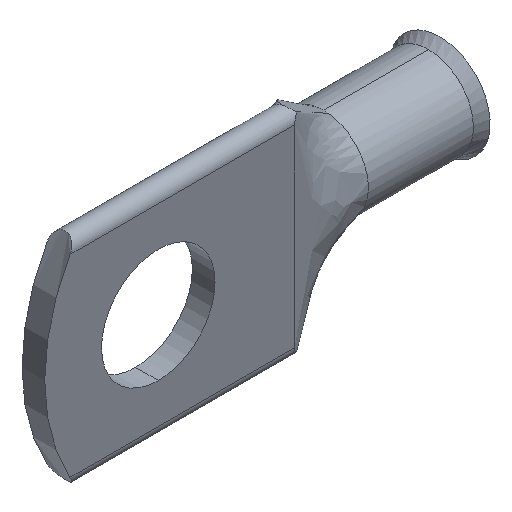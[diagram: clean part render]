
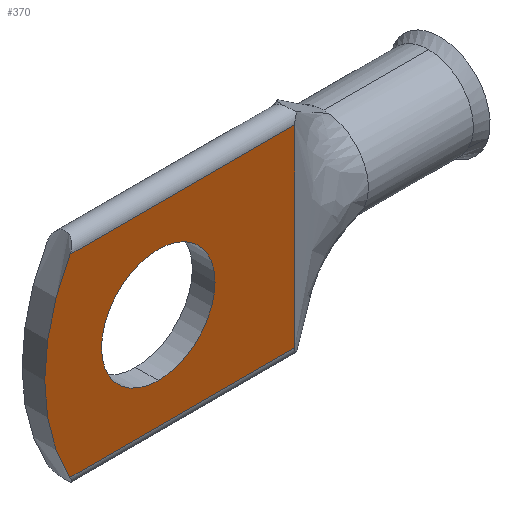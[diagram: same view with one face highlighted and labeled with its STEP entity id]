
A CAD part, isometric view. The second image highlights one B-rep face of the part: STEP entity #370.
In plain terms, the highlighted planar face has unit normal (0, -1, 0).
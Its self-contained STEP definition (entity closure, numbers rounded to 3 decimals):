
#37 = VERTEX_POINT ( 'NONE', #134 ) ;
#44 = DIRECTION ( 'NONE',  ( 0., 0., -1. ) ) ;
#57 = VERTEX_POINT ( 'NONE', #1285 ) ;
#63 = CARTESIAN_POINT ( 'NONE',  ( 6.447, -1.016, 0. ) ) ;
#134 = CARTESIAN_POINT ( 'NONE',  ( -8.915, -1.016, -8.636 ) ) ;
#208 = AXIS2_PLACEMENT_3D ( 'NONE', #488, #2341, #3870 ) ;
#255 = DIRECTION ( 'NONE',  ( 0., 0., -1. ) ) ;
#319 = CARTESIAN_POINT ( 'NONE',  ( -1.016, -1.016, -5.08 ) ) ;
#370 = ADVANCED_FACE ( 'NONE', ( #1675, #2848 ), #679, .T. ) ;
#488 = CARTESIAN_POINT ( 'NONE',  ( -1.016, -1.016, 0. ) ) ;
#653 = ORIENTED_EDGE ( 'NONE', *, *, #3231, .T. ) ;
#679 = PLANE ( 'NONE',  #999 ) ;
#700 = CARTESIAN_POINT ( 'NONE',  ( 6.447, -1.016, 0. ) ) ;
#802 = CIRCLE ( 'NONE', #208, 5.08 ) ;
#885 = EDGE_CURVE ( 'NONE', #37, #3704, #1205, .T. ) ;
#984 = DIRECTION ( 'NONE',  ( 0., -1., 0. ) ) ;
#999 = AXIS2_PLACEMENT_3D ( 'NONE', #700, #3486, #1943 ) ;
#1205 = LINE ( 'NONE', #3365, #3535 ) ;
#1227 = DIRECTION ( 'NONE',  ( 1., 0., 0. ) ) ;
#1285 = CARTESIAN_POINT ( 'NONE',  ( -8.915, -1.016, 8.636 ) ) ;
#1287 = EDGE_CURVE ( 'NONE', #2680, #1646, #802, .T. ) ;
#1349 = ORIENTED_EDGE ( 'NONE', *, *, #3573, .T. ) ;
#1383 = ORIENTED_EDGE ( 'NONE', *, *, #3256, .T. ) ;
#1416 = ORIENTED_EDGE ( 'NONE', *, *, #1287, .F. ) ;
#1432 = CARTESIAN_POINT ( 'NONE',  ( 11.176, -1.016, 8.636 ) ) ;
#1465 = LINE ( 'NONE', #3303, #3468 ) ;
#1563 = CARTESIAN_POINT ( 'NONE',  ( -1.016, -1.016, 5.08 ) ) ;
#1646 = VERTEX_POINT ( 'NONE', #1563 ) ;
#1675 = FACE_BOUND ( 'NONE', #3758, .T. ) ;
#1918 = ORIENTED_EDGE ( 'NONE', *, *, #885, .T. ) ;
#1943 = DIRECTION ( 'NONE',  ( 0., 0., -1. ) ) ;
#2144 = CARTESIAN_POINT ( 'NONE',  ( -8.915, -1.016, 8.636 ) ) ;
#2202 = EDGE_CURVE ( 'NONE', #1646, #2680, #3145, .T. ) ;
#2302 = AXIS2_PLACEMENT_3D ( 'NONE', #63, #984, #44 ) ;
#2341 = DIRECTION ( 'NONE',  ( 0., -1., 0. ) ) ;
#2356 = AXIS2_PLACEMENT_3D ( 'NONE', #4006, #3045, #255 ) ;
#2436 = VERTEX_POINT ( 'NONE', #1432 ) ;
#2507 = CARTESIAN_POINT ( 'NONE',  ( 11.176, -1.016, -8.636 ) ) ;
#2566 = ORIENTED_EDGE ( 'NONE', *, *, #2202, .F. ) ;
#2680 = VERTEX_POINT ( 'NONE', #319 ) ;
#2848 = FACE_OUTER_BOUND ( 'NONE', #3420, .T. ) ;
#3045 = DIRECTION ( 'NONE',  ( 0., -1., 0. ) ) ;
#3145 = CIRCLE ( 'NONE', #2356, 5.08 ) ;
#3231 = EDGE_CURVE ( 'NONE', #3704, #2436, #1465, .T. ) ;
#3256 = EDGE_CURVE ( 'NONE', #2436, #57, #3345, .T. ) ;
#3303 = CARTESIAN_POINT ( 'NONE',  ( 11.176, -1.016, 0. ) ) ;
#3345 = LINE ( 'NONE', #2144, #3918 ) ;
#3365 = CARTESIAN_POINT ( 'NONE',  ( 6.447, -1.016, -8.636 ) ) ;
#3366 = DIRECTION ( 'NONE',  ( -1., 0., 0. ) ) ;
#3420 = EDGE_LOOP ( 'NONE', ( #1349, #1918, #653, #1383 ) ) ;
#3468 = VECTOR ( 'NONE', #3992, 1000. ) ;
#3486 = DIRECTION ( 'NONE',  ( 0., -1., 0. ) ) ;
#3535 = VECTOR ( 'NONE', #1227, 1000. ) ;
#3573 = EDGE_CURVE ( 'NONE', #57, #37, #3731, .T. ) ;
#3704 = VERTEX_POINT ( 'NONE', #2507 ) ;
#3731 = CIRCLE ( 'NONE', #2302, 17.623 ) ;
#3758 = EDGE_LOOP ( 'NONE', ( #2566, #1416 ) ) ;
#3870 = DIRECTION ( 'NONE',  ( 0., 0., -1. ) ) ;
#3918 = VECTOR ( 'NONE', #3366, 1000. ) ;
#3992 = DIRECTION ( 'NONE',  ( 0., 0., 1. ) ) ;
#4006 = CARTESIAN_POINT ( 'NONE',  ( -1.016, -1.016, 0. ) ) ;
